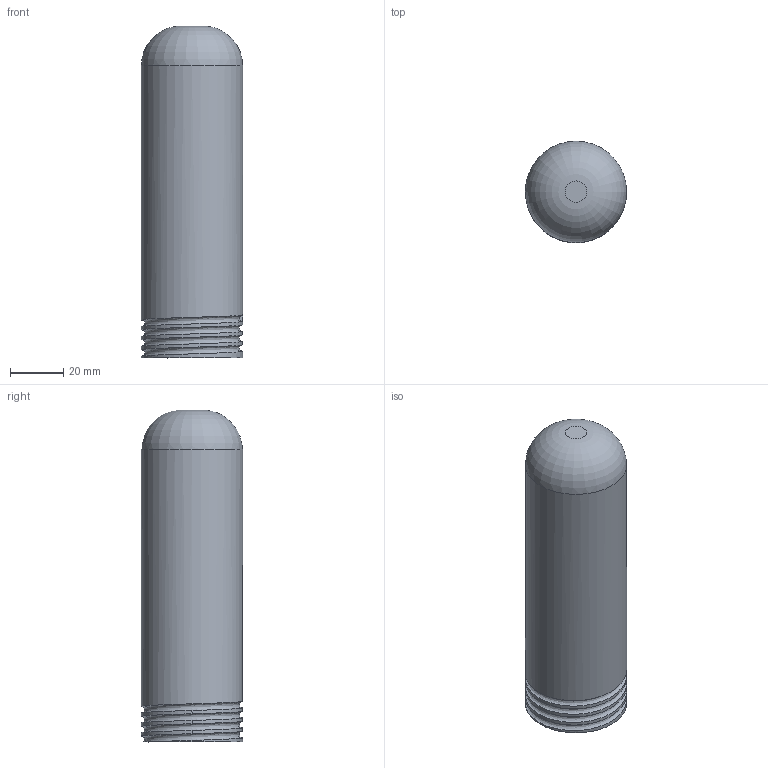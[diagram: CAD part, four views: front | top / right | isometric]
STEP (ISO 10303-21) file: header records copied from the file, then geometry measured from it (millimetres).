
FILE_DESCRIPTION(/* description */ ('STEP AP242','CAx-IF Rec.Pracs.---Representation and Presentation of Product Manufacturing Information (PMI)---4.0---2014-10-13','CAx-IF Rec.Pracs.---3D Tessellated Geometry---0.4---2014-09-14','2;1'),/* implementation_level */ '2;1');
FILE_NAME(/* name */ '68f86bee18a63fc1e60d0d58',/* time_stamp */ '2025-10-22T05:30:22Z',/* author */ (''),/* organization */ (''),/* preprocessor_version */ 'ST-DEVELOPER v20',/* originating_system */ 'ONSHAPE BY PTC INC, 1.205',/* authorisation */ ' ');
FILE_SCHEMA (('AP242_MANAGED_MODEL_BASED_3D_ENGINEERING_MIM_LF { 1 0 10303 442 1 1 4 }'));
Length unit declared in the file: metre
Products named in the file (2): Part 1; Curve 1
Bounding box: 38.1 x 38.1 x 125 mm (x, y, z)
Volume: 34326.3 mm3; surface area: 29401.6 mm2
Topology: 1 solids, 1 shells, 22 faces, 59 edges, 40 vertices
Faces by surface type: plane 10, cylinder 9, torus 2, bspline 1
Full cylindrical faces by diameter (mm): 5.05 x1, 33.1 x1, 38.1 x4
Entity records: 1290 total; most frequent: CARTESIAN_POINT 819, DIRECTION 91, ORIENTED_EDGE 78, EDGE_CURVE 39, AXIS2_PLACEMENT_3D 36, VERTEX_POINT 28, EDGE_LOOP 27, FACE_BOUND 27
